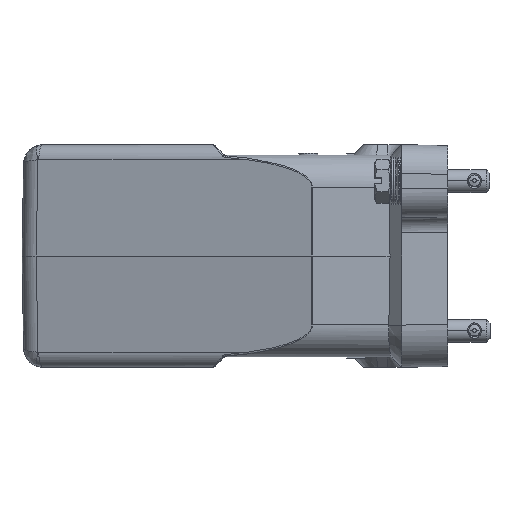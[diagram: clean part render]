
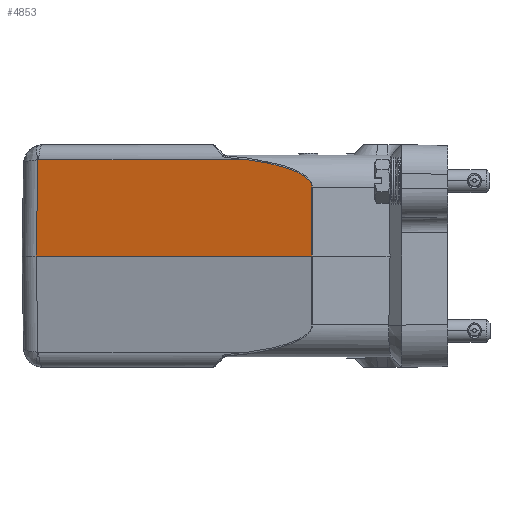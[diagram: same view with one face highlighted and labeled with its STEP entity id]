
A CAD part, left-side view. The second image highlights one B-rep face of the part: STEP entity #4853.
In plain terms, the highlighted planar face has unit normal (-0.966, 0.259, 0.018).
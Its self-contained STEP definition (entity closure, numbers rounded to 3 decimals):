
#521=PLANE('',#14531);
#1353=FACE_OUTER_BOUND('',#5749,.T.);
#2114=B_SPLINE_CURVE_WITH_KNOTS('',3,(#25523,#25524,#25525,#25526,#25527,
#25528,#25529,#25530,#25531,#25532,#25533,#25534,#25535,#25536,#25537,#25538,
#25539,#25540,#25541,#25542,#25543,#25544,#25545,#25546,#25547,#25548,#25549,
#25550,#25551,#25552,#25553,#25554),.UNSPECIFIED.,.F.,.F.,(4,2,1,1,1,1,
2,2,1,1,1,1,2,2,1,1,1,1,1,1,2,2,4),(0.,0.125,0.187,
0.219,0.234,0.242,0.246,
0.25,0.375,0.437,0.469,
0.484,0.492,0.5,0.625,
0.688,0.719,0.734,0.742,
0.746,0.748,0.75,1.),.UNSPECIFIED.);
#2159=B_SPLINE_CURVE_WITH_KNOTS('',3,(#26707,#26708,#26709,#26710),
 .UNSPECIFIED.,.F.,.F.,(4,4),(0.,1.),.UNSPECIFIED.);
#3026=LINE('',#25627,#3964);
#3182=LINE('',#26693,#4120);
#3183=LINE('',#26712,#4121);
#3184=LINE('',#26714,#4122);
#3964=VECTOR('',#16338,1.);
#4120=VECTOR('',#16686,1.);
#4121=VECTOR('',#16689,1.);
#4122=VECTOR('',#16690,1.);
#4853=ADVANCED_FACE('NONE',(#1353),#521,.T.);
#5749=EDGE_LOOP('',(#8351,#8352,#8353,#8354,#8355,#8356));
#8351=ORIENTED_EDGE('',*,*,#12903,.F.);
#8352=ORIENTED_EDGE('',*,*,#12904,.T.);
#8353=ORIENTED_EDGE('',*,*,#12905,.F.);
#8354=ORIENTED_EDGE('',*,*,#12690,.F.);
#8355=ORIENTED_EDGE('',*,*,#12689,.T.);
#8356=ORIENTED_EDGE('',*,*,#12901,.T.);
#11038=VERTEX_POINT('',#25482);
#11040=VERTEX_POINT('',#25522);
#11041=VERTEX_POINT('',#25628);
#11149=VERTEX_POINT('',#26692);
#11150=VERTEX_POINT('',#26711);
#11151=VERTEX_POINT('',#26713);
#12689=EDGE_CURVE('NONE',#11040,#11038,#2114,.T.);
#12690=EDGE_CURVE('NONE',#11040,#11041,#3026,.T.);
#12901=EDGE_CURVE('NONE',#11038,#11149,#3182,.T.);
#12903=EDGE_CURVE('NONE',#11150,#11149,#2159,.T.);
#12904=EDGE_CURVE('NONE',#11150,#11151,#3183,.T.);
#12905=EDGE_CURVE('NONE',#11041,#11151,#3184,.T.);
#14531=AXIS2_PLACEMENT_3D('',#26715,#16691,#16692);
#16338=DIRECTION('',(-0.017,0.002,-1.));
#16686=DIRECTION('',(0.259,0.966,0.));
#16689=DIRECTION('',(-0.013,0.017,-1.));
#16690=DIRECTION('',(0.259,0.966,0.));
#16691=DIRECTION('',(-0.966,0.259,0.017));
#16692=DIRECTION('',(-0.259,-0.966,0.));
#25482=CARTESIAN_POINT('',(-56.529,52.287,25.07));
#25522=CARTESIAN_POINT('',(-61.17,35.448,17.948));
#25523=CARTESIAN_POINT('',(-61.17,35.448,17.948));
#25524=CARTESIAN_POINT('',(-61.163,35.448,18.338));
#25525=CARTESIAN_POINT('',(-61.127,35.553,18.726));
#25526=CARTESIAN_POINT('',(-61.031,35.873,19.31));
#25527=CARTESIAN_POINT('',(-60.972,36.074,19.6));
#25528=CARTESIAN_POINT('',(-60.884,36.379,19.935));
#25529=CARTESIAN_POINT('',(-60.836,36.55,20.102));
#25530=CARTESIAN_POINT('',(-60.81,36.64,20.185));
#25531=CARTESIAN_POINT('',(-60.799,36.679,20.22));
#25532=CARTESIAN_POINT('',(-60.791,36.706,20.244));
#25533=CARTESIAN_POINT('',(-60.787,36.72,20.257));
#25534=CARTESIAN_POINT('',(-60.672,37.127,20.614));
#25535=CARTESIAN_POINT('',(-60.47,37.845,21.119));
#25536=CARTESIAN_POINT('',(-60.177,38.902,21.679));
#25537=CARTESIAN_POINT('',(-60.016,39.486,21.952));
#25538=CARTESIAN_POINT('',(-59.931,39.791,22.087));
#25539=CARTESIAN_POINT('',(-59.894,39.925,22.144));
#25540=CARTESIAN_POINT('',(-59.87,40.015,22.182));
#25541=CARTESIAN_POINT('',(-59.857,40.061,22.202));
#25542=CARTESIAN_POINT('',(-59.649,40.817,22.517));
#25543=CARTESIAN_POINT('',(-59.328,41.984,22.938));
#25544=CARTESIAN_POINT('',(-58.908,43.522,23.389));
#25545=CARTESIAN_POINT('',(-58.686,44.335,23.605));
#25546=CARTESIAN_POINT('',(-58.572,44.753,23.71));
#25547=CARTESIAN_POINT('',(-58.515,44.964,23.762));
#25548=CARTESIAN_POINT('',(-58.486,45.071,23.788));
#25549=CARTESIAN_POINT('',(-58.473,45.116,23.799));
#25550=CARTESIAN_POINT('',(-58.465,45.147,23.806));
#25551=CARTESIAN_POINT('',(-58.461,45.161,23.81));
#25552=CARTESIAN_POINT('',(-57.875,47.313,24.326));
#25553=CARTESIAN_POINT('',(-57.233,49.683,24.744));
#25554=CARTESIAN_POINT('',(-56.529,52.287,25.07));
#25627=CARTESIAN_POINT('',(-61.164,35.448,18.273));
#25628=CARTESIAN_POINT('',(-61.483,35.49,0.));
#26692=CARTESIAN_POINT('',(-41.972,106.615,25.07));
#26693=CARTESIAN_POINT('',(-40.827,110.887,25.07));
#26707=CARTESIAN_POINT('',(-41.908,106.857,25.04));
#26708=CARTESIAN_POINT('',(-41.928,106.778,25.06));
#26709=CARTESIAN_POINT('',(-41.95,106.697,25.07));
#26710=CARTESIAN_POINT('',(-41.972,106.615,25.07));
#26711=CARTESIAN_POINT('',(-41.908,106.857,25.04));
#26712=CARTESIAN_POINT('',(-41.908,106.857,25.04));
#26713=CARTESIAN_POINT('',(-42.243,107.295,0.));
#26714=CARTESIAN_POINT('',(-41.25,111.,0.));
#26715=CARTESIAN_POINT('',(-41.25,111.,0.));
